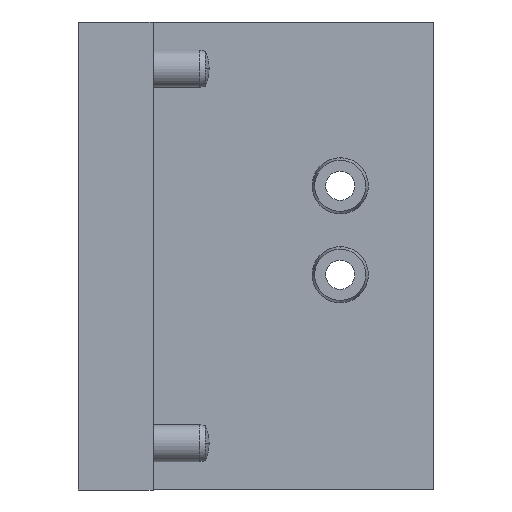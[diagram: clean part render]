
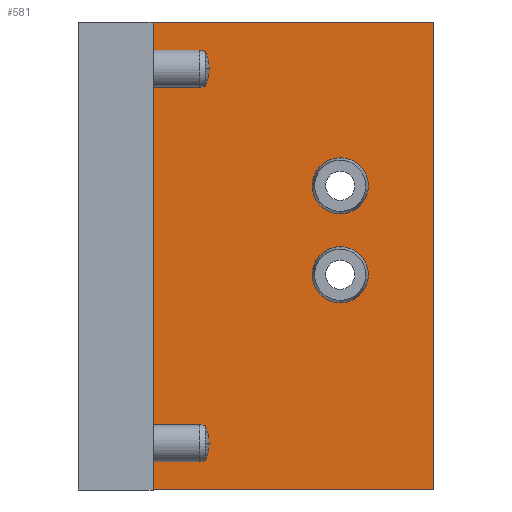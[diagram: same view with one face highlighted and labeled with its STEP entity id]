
A CAD part, left-side view. The second image highlights one B-rep face of the part: STEP entity #581.
In plain terms, the highlighted face is planar.
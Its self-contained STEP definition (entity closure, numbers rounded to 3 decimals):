
#51 = DIRECTION ( 'NONE',  ( 0., 0., -1. ) ) ;
#71 = DIRECTION ( 'NONE',  ( 0., 0., -1. ) ) ;
#150 = AXIS2_PLACEMENT_3D ( 'NONE', #1772, #2076, #2578 ) ;
#198 = ORIENTED_EDGE ( 'NONE', *, *, #2858, .F. ) ;
#223 = LINE ( 'NONE', #2158, #2090 ) ;
#307 = CARTESIAN_POINT ( 'NONE',  ( 5., -4., -5. ) ) ;
#330 = AXIS2_PLACEMENT_3D ( 'NONE', #2511, #1560, #2763 ) ;
#371 = VERTEX_POINT ( 'NONE', #1415 ) ;
#424 = DIRECTION ( 'NONE',  ( 0., 0., -1. ) ) ;
#470 = VERTEX_POINT ( 'NONE', #972 ) ;
#488 = EDGE_LOOP ( 'NONE', ( #1598, #1145, #495, #1242 ) ) ;
#495 = ORIENTED_EDGE ( 'NONE', *, *, #1897, .F. ) ;
#506 = DIRECTION ( 'NONE',  ( 0., -1., 0. ) ) ;
#507 = VERTEX_POINT ( 'NONE', #532 ) ;
#516 = CIRCLE ( 'NONE', #1423, 3. ) ;
#532 = CARTESIAN_POINT ( 'NONE',  ( 15., -4., -25. ) ) ;
#539 = LINE ( 'NONE', #2462, #1384 ) ;
#569 = CARTESIAN_POINT ( 'NONE',  ( 5., -4., -2. ) ) ;
#581 = ADVANCED_FACE ( 'NONE', ( #1818, #846, #3033 ), #3005, .T. ) ;
#588 = EDGE_LOOP ( 'NONE', ( #609, #198 ) ) ;
#609 = ORIENTED_EDGE ( 'NONE', *, *, #2918, .F. ) ;
#803 = AXIS2_PLACEMENT_3D ( 'NONE', #1622, #1280, #424 ) ;
#812 = CARTESIAN_POINT ( 'NONE',  ( 5., -4., 7.5 ) ) ;
#827 = AXIS2_PLACEMENT_3D ( 'NONE', #569, #1534, #2268 ) ;
#846 = FACE_BOUND ( 'NONE', #588, .T. ) ;
#928 = DIRECTION ( 'NONE',  ( 1., 0., 0. ) ) ;
#972 = CARTESIAN_POINT ( 'NONE',  ( -15., -4., -25. ) ) ;
#1024 = EDGE_CURVE ( 'NONE', #1184, #2906, #1764, .T. ) ;
#1145 = ORIENTED_EDGE ( 'NONE', *, *, #2582, .F. ) ;
#1184 = VERTEX_POINT ( 'NONE', #1649 ) ;
#1187 = LINE ( 'NONE', #2387, #1380 ) ;
#1242 = ORIENTED_EDGE ( 'NONE', *, *, #2563, .F. ) ;
#1275 = EDGE_CURVE ( 'NONE', #2906, #1184, #516, .T. ) ;
#1277 = CARTESIAN_POINT ( 'NONE',  ( 5., -4., 10.5 ) ) ;
#1280 = DIRECTION ( 'NONE',  ( 0., -1., 0. ) ) ;
#1347 = EDGE_LOOP ( 'NONE', ( #2310, #1909 ) ) ;
#1380 = VECTOR ( 'NONE', #3127, 1000. ) ;
#1384 = VECTOR ( 'NONE', #71, 1000. ) ;
#1415 = CARTESIAN_POINT ( 'NONE',  ( 15., -4., 25. ) ) ;
#1423 = AXIS2_PLACEMENT_3D ( 'NONE', #812, #506, #51 ) ;
#1526 = CARTESIAN_POINT ( 'NONE',  ( 5., -4., 1. ) ) ;
#1534 = DIRECTION ( 'NONE',  ( 0., -1., 0. ) ) ;
#1560 = DIRECTION ( 'NONE',  ( 0., -1., 0. ) ) ;
#1597 = CARTESIAN_POINT ( 'NONE',  ( -15., -4., 25. ) ) ;
#1598 = ORIENTED_EDGE ( 'NONE', *, *, #2701, .F. ) ;
#1620 = VERTEX_POINT ( 'NONE', #1526 ) ;
#1622 = CARTESIAN_POINT ( 'NONE',  ( 5., -4., 7.5 ) ) ;
#1649 = CARTESIAN_POINT ( 'NONE',  ( 5., -4., 4.5 ) ) ;
#1764 = CIRCLE ( 'NONE', #803, 3. ) ;
#1772 = CARTESIAN_POINT ( 'NONE',  ( 15., -4., -25. ) ) ;
#1773 = LINE ( 'NONE', #2078, #2922 ) ;
#1818 = FACE_BOUND ( 'NONE', #1347, .T. ) ;
#1888 = CIRCLE ( 'NONE', #330, 3. ) ;
#1897 = EDGE_CURVE ( 'NONE', #470, #1948, #1773, .T. ) ;
#1909 = ORIENTED_EDGE ( 'NONE', *, *, #1024, .F. ) ;
#1948 = VERTEX_POINT ( 'NONE', #1597 ) ;
#2058 = DIRECTION ( 'NONE',  ( 0., 0., 1. ) ) ;
#2076 = DIRECTION ( 'NONE',  ( 0., -1., 0. ) ) ;
#2078 = CARTESIAN_POINT ( 'NONE',  ( -15., -4., 25. ) ) ;
#2090 = VECTOR ( 'NONE', #928, 1000. ) ;
#2091 = CIRCLE ( 'NONE', #827, 3. ) ;
#2153 = VERTEX_POINT ( 'NONE', #307 ) ;
#2158 = CARTESIAN_POINT ( 'NONE',  ( -15., -4., 25. ) ) ;
#2268 = DIRECTION ( 'NONE',  ( 0., 0., -1. ) ) ;
#2310 = ORIENTED_EDGE ( 'NONE', *, *, #1275, .F. ) ;
#2387 = CARTESIAN_POINT ( 'NONE',  ( -15., -4., -25. ) ) ;
#2462 = CARTESIAN_POINT ( 'NONE',  ( 15., -4., 25. ) ) ;
#2511 = CARTESIAN_POINT ( 'NONE',  ( 5., -4., -2. ) ) ;
#2563 = EDGE_CURVE ( 'NONE', #507, #470, #1187, .T. ) ;
#2578 = DIRECTION ( 'NONE',  ( 0., 0., -1. ) ) ;
#2582 = EDGE_CURVE ( 'NONE', #1948, #371, #223, .T. ) ;
#2701 = EDGE_CURVE ( 'NONE', #371, #507, #539, .T. ) ;
#2763 = DIRECTION ( 'NONE',  ( 0., 0., -1. ) ) ;
#2858 = EDGE_CURVE ( 'NONE', #2153, #1620, #1888, .T. ) ;
#2906 = VERTEX_POINT ( 'NONE', #1277 ) ;
#2918 = EDGE_CURVE ( 'NONE', #1620, #2153, #2091, .T. ) ;
#2922 = VECTOR ( 'NONE', #2058, 1000. ) ;
#3005 = PLANE ( 'NONE',  #150 ) ;
#3033 = FACE_OUTER_BOUND ( 'NONE', #488, .T. ) ;
#3127 = DIRECTION ( 'NONE',  ( -1., 0., 0. ) ) ;
